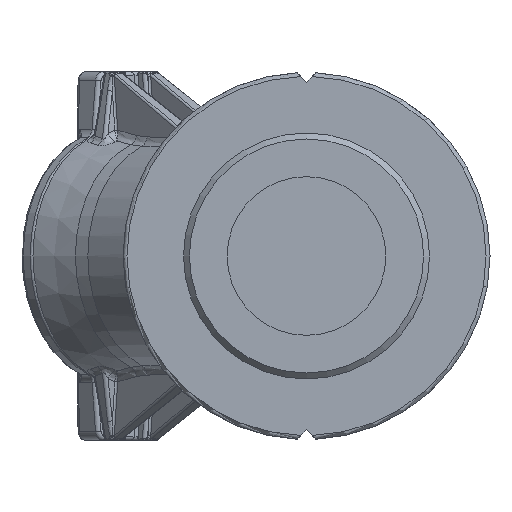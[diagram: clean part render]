
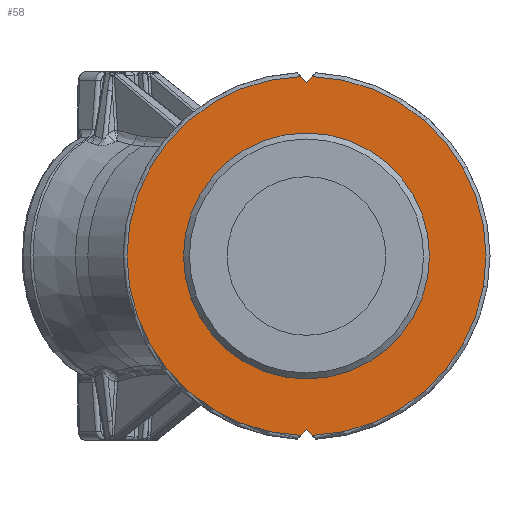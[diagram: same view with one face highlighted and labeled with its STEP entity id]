
A CAD part, left-side view. The second image highlights one B-rep face of the part: STEP entity #58.
In plain terms, the highlighted planar face has unit normal (-1, 0, 0).
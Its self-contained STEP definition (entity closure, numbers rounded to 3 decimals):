
#58 = ADVANCED_FACE ( 'NONE', ( #9561, #9557 ), #22599, .F. ) ;
#455 = EDGE_CURVE ( 'NONE', #6897, #13074, #5578, .T. ) ;
#479 = EDGE_CURVE ( 'NONE', #13074, #17709, #5596, .T. ) ;
#514 = EDGE_CURVE ( 'NONE', #13009, #23773, #9779, .T. ) ;
#541 = EDGE_CURVE ( 'NONE', #23773, #10498, #9789, .T. ) ;
#2007 = CIRCLE ( 'NONE', #17124, 90.5 ) ;
#2011 = CIRCLE ( 'NONE', #17128, 62. ) ;
#2027 = CIRCLE ( 'NONE', #17134, 90.5 ) ;
#2064 = VERTEX_POINT ( 'NONE', #24939 ) ;
#2499 = ORIENTED_EDGE ( 'NONE', *, *, #21348, .T. ) ;
#2500 = ORIENTED_EDGE ( 'NONE', *, *, #455, .T. ) ;
#2501 = ORIENTED_EDGE ( 'NONE', *, *, #479, .T. ) ;
#2502 = ORIENTED_EDGE ( 'NONE', *, *, #21315, .T. ) ;
#2503 = ORIENTED_EDGE ( 'NONE', *, *, #541, .F. ) ;
#3206 = CARTESIAN_POINT ( 'NONE',  ( -49.5, 74.75, 12.75 ) ) ;
#3220 = DIRECTION ( 'NONE',  ( 0., 0.707, -0.707 ) ) ;
#3314 = CARTESIAN_POINT ( 'NONE',  ( -49.5, -12.75, 74.75 ) ) ;
#3317 = DIRECTION ( 'NONE',  ( 0., 0.707, 0.707 ) ) ;
#3503 = CARTESIAN_POINT ( 'NONE',  ( -49.5, 74.75, -12.75 ) ) ;
#3507 = DIRECTION ( 'NONE',  ( 0., 0.707, 0.707 ) ) ;
#3968 = CARTESIAN_POINT ( 'NONE',  ( -49.5, -12.75, -74.75 ) ) ;
#4019 = DIRECTION ( 'NONE',  ( 0., 0.707, -0.707 ) ) ;
#5575 = VECTOR ( 'NONE', #3220, 1000. ) ;
#5578 = LINE ( 'NONE', #3206, #5575 ) ;
#5596 = LINE ( 'NONE', #3314, #5600 ) ;
#5600 = VECTOR ( 'NONE', #3317, 1000. ) ;
#6897 = VERTEX_POINT ( 'NONE', #16243 ) ;
#7409 = ORIENTED_EDGE ( 'NONE', *, *, #21323, .T. ) ;
#7410 = ORIENTED_EDGE ( 'NONE', *, *, #514, .F. ) ;
#9557 = FACE_OUTER_BOUND ( 'NONE', #10965, .T. ) ;
#9561 = FACE_BOUND ( 'NONE', #10970, .T. ) ;
#9779 = LINE ( 'NONE', #3503, #9780 ) ;
#9780 = VECTOR ( 'NONE', #3507, 1000. ) ;
#9789 = LINE ( 'NONE', #3968, #9790 ) ;
#9790 = VECTOR ( 'NONE', #4019, 1000. ) ;
#10498 = VERTEX_POINT ( 'NONE', #16400 ) ;
#10965 = EDGE_LOOP ( 'NONE', ( #7410, #2499, #2500, #2501, #2502, #2503 ) ) ;
#10970 = EDGE_LOOP ( 'NONE', ( #7409 ) ) ;
#13009 = VERTEX_POINT ( 'NONE', #16525 ) ;
#13074 = VERTEX_POINT ( 'NONE', #16605 ) ;
#16243 = CARTESIAN_POINT ( 'NONE',  ( -49.5, -2.952, 90.452 ) ) ;
#16400 = CARTESIAN_POINT ( 'NONE',  ( -49.5, 2.952, -90.452 ) ) ;
#16525 = CARTESIAN_POINT ( 'NONE',  ( -49.5, -2.952, -90.452 ) ) ;
#16605 = CARTESIAN_POINT ( 'NONE',  ( -49.5, 0., 87.5 ) ) ;
#17124 = AXIS2_PLACEMENT_3D ( 'NONE', #24214, #24215, #24216 ) ;
#17128 = AXIS2_PLACEMENT_3D ( 'NONE', #24230, #24231, #24232 ) ;
#17134 = AXIS2_PLACEMENT_3D ( 'NONE', #24281, #24282, #24283 ) ;
#17709 = VERTEX_POINT ( 'NONE', #22672 ) ;
#21315 = EDGE_CURVE ( 'NONE', #17709, #10498, #2007, .T. ) ;
#21323 = EDGE_CURVE ( 'NONE', #2064, #2064, #2011, .T. ) ;
#21348 = EDGE_CURVE ( 'NONE', #13009, #6897, #2027, .T. ) ;
#21684 = AXIS2_PLACEMENT_3D ( 'NONE', #22570, #22568, #22546 ) ;
#22546 = DIRECTION ( 'NONE',  ( 0., 0., -1. ) ) ;
#22568 = DIRECTION ( 'NONE',  ( 1., 0., 0. ) ) ;
#22570 = CARTESIAN_POINT ( 'NONE',  ( -49.5, 62., 0. ) ) ;
#22599 = PLANE ( 'NONE',  #21684 ) ;
#22672 = CARTESIAN_POINT ( 'NONE',  ( -49.5, 2.952, 90.452 ) ) ;
#23773 = VERTEX_POINT ( 'NONE', #24817 ) ;
#24214 = CARTESIAN_POINT ( 'NONE',  ( -49.5, 0., 0. ) ) ;
#24215 = DIRECTION ( 'NONE',  ( -1., 0., 0. ) ) ;
#24216 = DIRECTION ( 'NONE',  ( 0., 0., -1. ) ) ;
#24230 = CARTESIAN_POINT ( 'NONE',  ( -49.5, 0., 0. ) ) ;
#24231 = DIRECTION ( 'NONE',  ( 1., 0., 0. ) ) ;
#24232 = DIRECTION ( 'NONE',  ( 0., 0., -1. ) ) ;
#24281 = CARTESIAN_POINT ( 'NONE',  ( -49.5, 0., 0. ) ) ;
#24282 = DIRECTION ( 'NONE',  ( -1., 0., 0. ) ) ;
#24283 = DIRECTION ( 'NONE',  ( 0., 0., -1. ) ) ;
#24817 = CARTESIAN_POINT ( 'NONE',  ( -49.5, 0., -87.5 ) ) ;
#24939 = CARTESIAN_POINT ( 'NONE',  ( -49.5, 0., -62. ) ) ;
